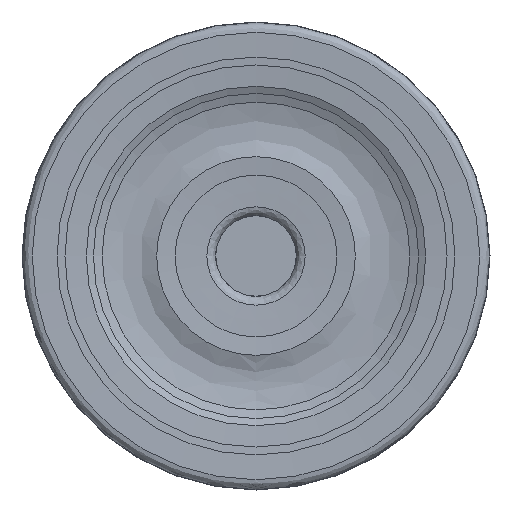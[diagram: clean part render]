
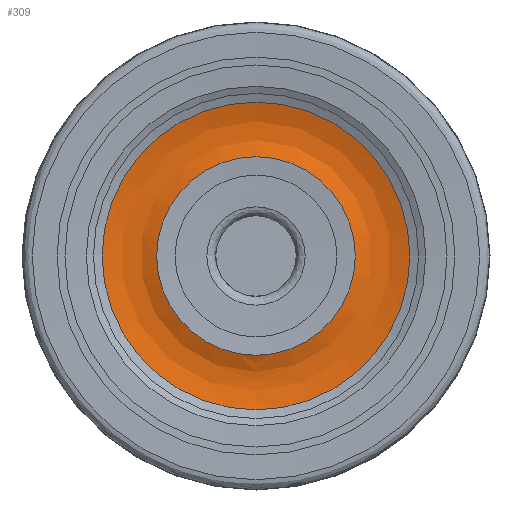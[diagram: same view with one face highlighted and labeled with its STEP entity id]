
A CAD part, left-side view. The second image highlights one B-rep face of the part: STEP entity #309.
In plain terms, the highlighted face is a revolution surface.
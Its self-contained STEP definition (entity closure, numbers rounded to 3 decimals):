
#27=(
BOUNDED_CURVE()
B_SPLINE_CURVE(3,(#953,#954,#955,#956),.UNSPECIFIED.,.F.,.F.)
B_SPLINE_CURVE_WITH_KNOTS((4,4),(0.,1.),.UNSPECIFIED.)
CURVE()
GEOMETRIC_REPRESENTATION_ITEM()
RATIONAL_B_SPLINE_CURVE((0.523,0.492,0.492,
0.523))
REPRESENTATION_ITEM('')
);
#46=SURFACE_OF_REVOLUTION('',#27,#66);
#66=AXIS1_PLACEMENT('',#957,#764);
#266=FACE_BOUND('',#383,.T.);
#267=FACE_BOUND('',#384,.T.);
#309=ADVANCED_FACE('',(#266,#267),#46,.T.);
#383=EDGE_LOOP('',(#457));
#384=EDGE_LOOP('',(#458));
#457=ORIENTED_EDGE('',*,*,#537,.F.);
#458=ORIENTED_EDGE('',*,*,#536,.T.);
#499=VERTEX_POINT('',#949);
#500=VERTEX_POINT('',#952);
#536=EDGE_CURVE('',#499,#499,#573,.T.);
#537=EDGE_CURVE('',#500,#500,#574,.T.);
#573=CIRCLE('',#631,3.396);
#574=CIRCLE('',#633,5.26);
#631=AXIS2_PLACEMENT_3D('',#948,#758,#759);
#633=AXIS2_PLACEMENT_3D('',#951,#762,#763);
#758=DIRECTION('',(1.,0.,0.));
#759=DIRECTION('',(0.,0.,-1.));
#762=DIRECTION('',(1.,0.,0.));
#763=DIRECTION('',(0.,0.,-1.));
#764=DIRECTION('',(1.,0.,0.));
#948=CARTESIAN_POINT('',(0.333,0.,0.));
#949=CARTESIAN_POINT('',(0.333,0.,-3.396));
#951=CARTESIAN_POINT('',(0.372,0.,0.));
#952=CARTESIAN_POINT('',(0.372,0.,-5.26));
#953=CARTESIAN_POINT('',(0.333,-3.396,0.));
#954=CARTESIAN_POINT('',(0.594,-3.938,0.));
#955=CARTESIAN_POINT('',(0.607,-4.598,0.));
#956=CARTESIAN_POINT('',(0.372,-5.26,0.));
#957=CARTESIAN_POINT('',(0.,0.,0.));
